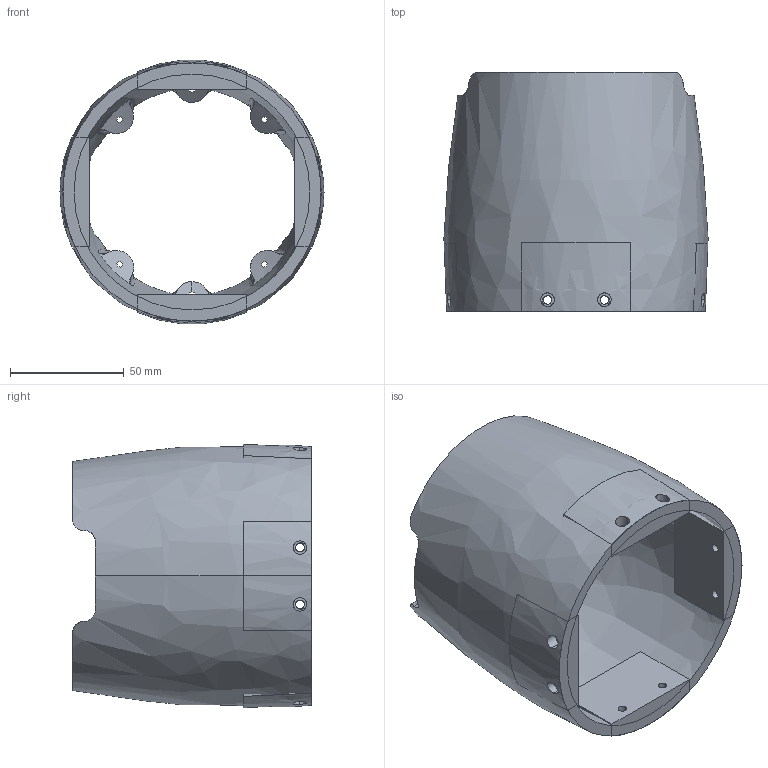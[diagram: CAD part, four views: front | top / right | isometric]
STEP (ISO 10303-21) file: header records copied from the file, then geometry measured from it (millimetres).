
FILE_DESCRIPTION (( 'STEP AP214' ), '1' );
FILE_NAME ('arm_to_waist.STEP', '2024-12-20T00:59:23', ( '' ), ( '' ), 'SwSTEP 2.0', 'SolidWorks 2024', '' );
FILE_SCHEMA (( 'AUTOMOTIVE_DESIGN' ));
Length unit declared in the file: millimetre
Products named in the file (1): arm_to_waist
Bounding box: 116.23 x 105 x 115.87 mm (x, y, z)
Volume: 244253.2 mm3; surface area: 93947.6 mm2
Topology: 5 solids, 5 shells, 169 faces, 456 edges, 303 vertices
Faces by surface type: plane 77, cylinder 65, bspline 20, cone 7
Entity records: 8046 total; most frequent: CARTESIAN_POINT 3974, ORIENTED_EDGE 912, DIRECTION 681, EDGE_CURVE 456, VERTEX_POINT 303, AXIS2_PLACEMENT_3D 256, EDGE_LOOP 221, B_SPLINE_CURVE_WITH_KNOTS 181
